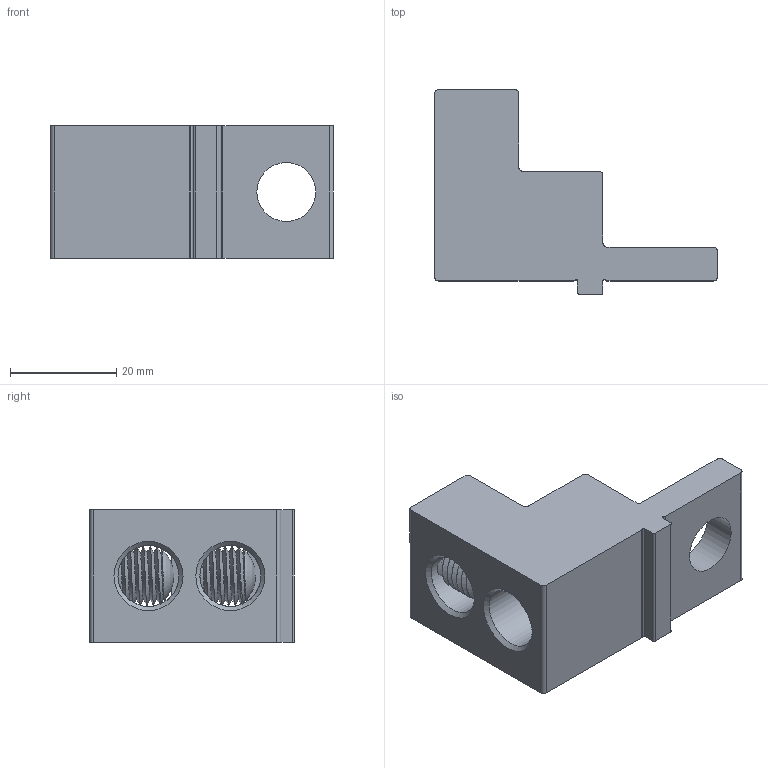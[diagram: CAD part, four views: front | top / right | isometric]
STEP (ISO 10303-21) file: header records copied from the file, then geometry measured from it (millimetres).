
FILE_DESCRIPTION(/* description */ (''),/* implementation_level */ '2;1');
FILE_NAME(/* name */ '2S-2-0-TP-STK2-W-44-50-HEX.stp',/* time_stamp */ '2019-05-22T09:21:27-04:00',/* author */ ('cridley'),/* organization */ (''),/* preprocessor_version */ 'ST-DEVELOPER v17',/* originating_system */ 'Autodesk Inventor 2019',/* authorisation */ '');
FILE_SCHEMA (('AUTOMOTIVE_DESIGN { 1 0 10303 214 3 1 1 }'));
Length unit declared in the file: inch
Products named in the file (3): 2S-2-0-TP-STK2-W-44-50-HEX; 11703; 2S2-0-TP-STK2-W-44-50
Assembly tree (3 placements, depth 2):
  2S-2-0-TP-STK2-W-44-50-HEX
    11703  x2
    2S2-0-TP-STK2-W-44-50
Bounding box: 53.34 x 38.61 x 24.89 mm (x, y, z)
Volume: 21560.4 mm3; surface area: 10293 mm2
Topology: 3 solids, 3 shells, 109 faces, 312 edges, 207 vertices
Faces by surface type: cylinder 49, plane 34, cone 18, sphere 4, bspline 4
Full cylindrical faces by diameter (mm): 4.648 x2, 9.728 x2, 11.079 x18, 11.1 x1, 11.506 x2
Entity records: 5217 total; most frequent: CARTESIAN_POINT 3090, ORIENTED_EDGE 450, DIRECTION 394, EDGE_CURVE 225, VERTEX_POINT 151, AXIS2_PLACEMENT_3D 147, LINE 100, VECTOR 100
